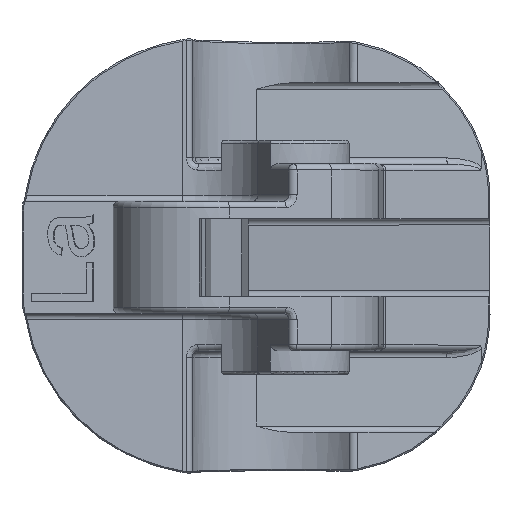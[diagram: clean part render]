
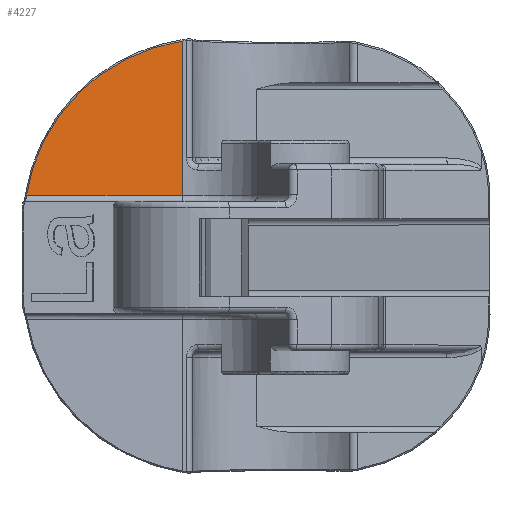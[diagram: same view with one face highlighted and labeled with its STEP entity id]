
A CAD part, top view. The second image highlights one B-rep face of the part: STEP entity #4227.
In plain terms, the highlighted planar face has unit normal (0.115, 0, 0.993).
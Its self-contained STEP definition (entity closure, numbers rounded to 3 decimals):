
#329=PLANE('',#4553);
#577=FACE_OUTER_BOUND('',#834,.T.);
#834=EDGE_LOOP('',(#3829,#3830,#3831));
#1025=LINE('',#8445,#1289);
#1086=LINE('',#8863,#1350);
#1289=VECTOR('',#4956,10.);
#1350=VECTOR('',#5231,10.);
#1455=B_SPLINE_CURVE_WITH_KNOTS('',3,(#6898,#6899,#6900,#6901,#6902),
 .UNSPECIFIED.,.F.,.F.,(4,1,4),(0.051,0.379,0.815),
 .UNSPECIFIED.);
#1707=VERTEX_POINT('',#6894);
#1708=VERTEX_POINT('',#6896);
#1828=VERTEX_POINT('',#8444);
#2156=EDGE_CURVE('',#1707,#1708,#1455,.T.);
#2341=EDGE_CURVE('',#1828,#1707,#1025,.T.);
#2468=EDGE_CURVE('',#1708,#1828,#1086,.T.);
#3829=ORIENTED_EDGE('',*,*,#2156,.T.);
#3830=ORIENTED_EDGE('',*,*,#2468,.T.);
#3831=ORIENTED_EDGE('',*,*,#2341,.T.);
#4227=ADVANCED_FACE('',(#577),#329,.F.);
#4553=AXIS2_PLACEMENT_3D('',#10486,#5435,#5436);
#4956=DIRECTION('',(0.,1.,0.));
#5231=DIRECTION('',(0.993,0.,-0.115));
#5435=DIRECTION('center_axis',(-0.115,0.,-0.993));
#5436=DIRECTION('ref_axis',(-0.993,0.,0.115));
#6894=CARTESIAN_POINT('',(-2.148,6.938,-47.09));
#6896=CARTESIAN_POINT('',(-7.144,2.,-46.51));
#6898=CARTESIAN_POINT('Ctrl Pts',(-2.148,6.938,-47.09));
#6899=CARTESIAN_POINT('Ctrl Pts',(-3.208,6.768,-46.967));
#6900=CARTESIAN_POINT('Ctrl Pts',(-5.583,5.734,-46.691));
#6901=CARTESIAN_POINT('Ctrl Pts',(-6.934,3.418,-46.535));
#6902=CARTESIAN_POINT('Ctrl Pts',(-7.144,2.,-46.51));
#8444=CARTESIAN_POINT('',(-2.148,2.,-47.09));
#8445=CARTESIAN_POINT('',(-2.148,1.8,-47.09));
#8863=CARTESIAN_POINT('',(-2.903,2.,-47.002));
#10486=CARTESIAN_POINT('Origin',(-2.148,1.8,-47.09));
